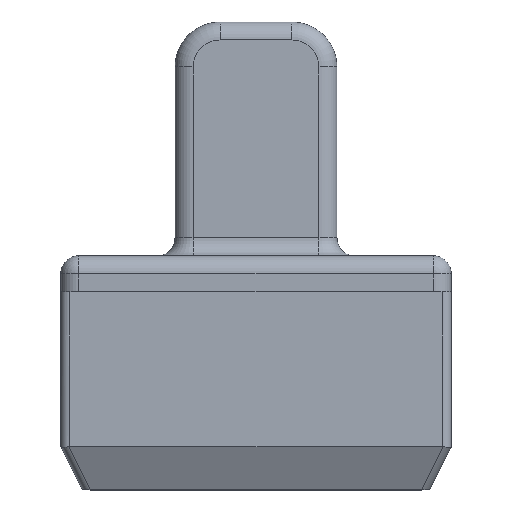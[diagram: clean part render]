
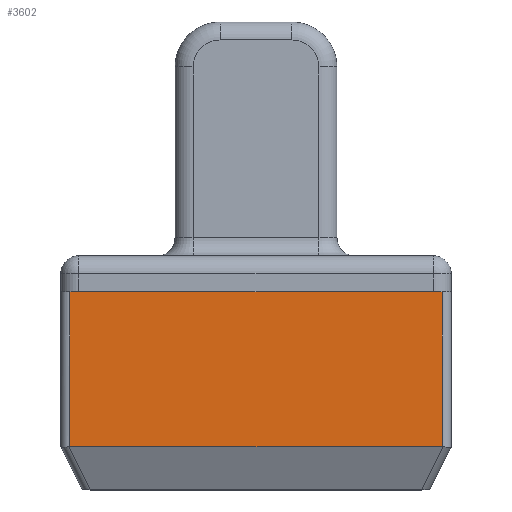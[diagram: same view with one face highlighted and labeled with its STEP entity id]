
A CAD part, top view. The second image highlights one B-rep face of the part: STEP entity #3602.
In plain terms, the highlighted planar face has unit normal (0, 0, 1).
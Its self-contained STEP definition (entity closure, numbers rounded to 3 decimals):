
#123 = CARTESIAN_POINT ( 'NONE',  ( 10.35, 0., 4.85 ) ) ;
#261 = ORIENTED_EDGE ( 'NONE', *, *, #661, .T. ) ;
#453 = LINE ( 'NONE', #3820, #5335 ) ;
#496 = AXIS2_PLACEMENT_3D ( 'NONE', #5800, #1073, #3362 ) ;
#661 = EDGE_CURVE ( 'NONE', #2194, #3416, #5359, .T. ) ;
#703 = VECTOR ( 'NONE', #5344, 1000. ) ;
#856 = VECTOR ( 'NONE', #2450, 1000. ) ;
#1073 = DIRECTION ( 'NONE',  ( 0., 0., 1. ) ) ;
#1151 = CARTESIAN_POINT ( 'NONE',  ( 10.35, -8.6, 4.85 ) ) ;
#1671 = VERTEX_POINT ( 'NONE', #1151 ) ;
#1923 = CARTESIAN_POINT ( 'NONE',  ( -10.35, -8.6, 4.85 ) ) ;
#2194 = VERTEX_POINT ( 'NONE', #2718 ) ;
#2450 = DIRECTION ( 'NONE',  ( 0., 1., 0. ) ) ;
#2457 = DIRECTION ( 'NONE',  ( 0., -1., 0. ) ) ;
#2718 = CARTESIAN_POINT ( 'NONE',  ( -10.35, 0., 4.85 ) ) ;
#2949 = EDGE_CURVE ( 'NONE', #1671, #5806, #5572, .T. ) ;
#3362 = DIRECTION ( 'NONE',  ( 1., 0., 0. ) ) ;
#3416 = VERTEX_POINT ( 'NONE', #1923 ) ;
#3479 = FACE_OUTER_BOUND ( 'NONE', #4837, .T. ) ;
#3602 = ADVANCED_FACE ( 'NONE', ( #3479 ), #5313, .T. ) ;
#3661 = EDGE_CURVE ( 'NONE', #1671, #3416, #4726, .T. ) ;
#3820 = CARTESIAN_POINT ( 'NONE',  ( -10.85, 0., 4.85 ) ) ;
#4013 = ORIENTED_EDGE ( 'NONE', *, *, #3661, .F. ) ;
#4324 = CARTESIAN_POINT ( 'NONE',  ( 10.35, 0., 4.85 ) ) ;
#4456 = VECTOR ( 'NONE', #2457, 1000. ) ;
#4686 = ORIENTED_EDGE ( 'NONE', *, *, #2949, .T. ) ;
#4726 = LINE ( 'NONE', #5311, #703 ) ;
#4778 = DIRECTION ( 'NONE',  ( -1., 0., 0. ) ) ;
#4837 = EDGE_LOOP ( 'NONE', ( #5209, #261, #4013, #4686 ) ) ;
#5209 = ORIENTED_EDGE ( 'NONE', *, *, #5907, .T. ) ;
#5311 = CARTESIAN_POINT ( 'NONE',  ( -10.85, -8.6, 4.85 ) ) ;
#5313 = PLANE ( 'NONE',  #496 ) ;
#5335 = VECTOR ( 'NONE', #4778, 1000. ) ;
#5344 = DIRECTION ( 'NONE',  ( -1., 0., 0. ) ) ;
#5359 = LINE ( 'NONE', #5773, #4456 ) ;
#5572 = LINE ( 'NONE', #123, #856 ) ;
#5773 = CARTESIAN_POINT ( 'NONE',  ( -10.35, -8.6, 4.85 ) ) ;
#5800 = CARTESIAN_POINT ( 'NONE',  ( -10.85, -11., 4.85 ) ) ;
#5806 = VERTEX_POINT ( 'NONE', #4324 ) ;
#5907 = EDGE_CURVE ( 'NONE', #5806, #2194, #453, .T. ) ;
